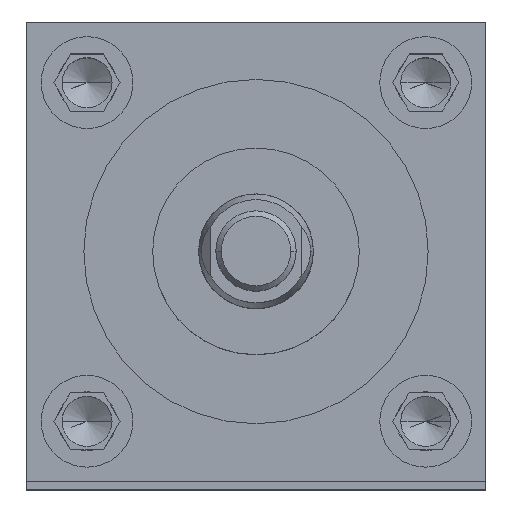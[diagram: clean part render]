
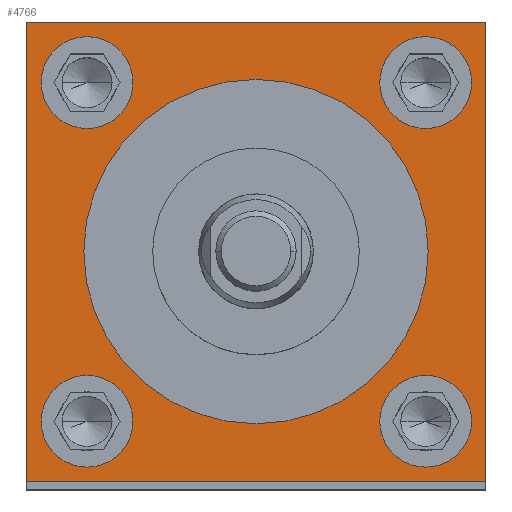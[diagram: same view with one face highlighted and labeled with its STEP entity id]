
A CAD part, top view. The second image highlights one B-rep face of the part: STEP entity #4766.
In plain terms, the highlighted planar face has unit normal (0, 0, 1).
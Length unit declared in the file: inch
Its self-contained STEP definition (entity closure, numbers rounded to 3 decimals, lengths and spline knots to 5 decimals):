
#21 = DIRECTION ( 'NONE',  ( 0., 0., 1. ) ) ;
#33 = ORIENTED_EDGE ( 'NONE', *, *, #1790, .F. ) ;
#116 = DIRECTION ( 'NONE',  ( 0., -1., 0. ) ) ;
#173 = EDGE_CURVE ( 'NONE', #1485, #3079, #3138, .T. ) ;
#175 = FACE_BOUND ( 'NONE', #1331, .T. ) ;
#193 = CARTESIAN_POINT ( 'NONE',  ( -0.92, 0.92, 27.625 ) ) ;
#217 = EDGE_CURVE ( 'NONE', #1752, #4176, #2251, .T. ) ;
#228 = DIRECTION ( 'NONE',  ( 0., 0., -1. ) ) ;
#268 = CIRCLE ( 'NONE', #1461, 0.25 ) ;
#347 = DIRECTION ( 'NONE',  ( 1., 0., 0. ) ) ;
#366 = EDGE_CURVE ( 'NONE', #5523, #2638, #4949, .T. ) ;
#432 = VECTOR ( 'NONE', #2931, 39.37008 ) ;
#536 = CARTESIAN_POINT ( 'NONE',  ( 1.174, 0.92, 27.625 ) ) ;
#628 = AXIS2_PLACEMENT_3D ( 'NONE', #3970, #228, #3529 ) ;
#638 = DIRECTION ( 'NONE',  ( 0., 0., 1. ) ) ;
#648 = CIRCLE ( 'NONE', #1737, 0.25 ) ;
#672 = DIRECTION ( 'NONE',  ( 0., 0., 1. ) ) ;
#692 = ORIENTED_EDGE ( 'NONE', *, *, #217, .F. ) ;
#704 = EDGE_CURVE ( 'NONE', #3079, #3819, #5303, .T. ) ;
#776 = EDGE_LOOP ( 'NONE', ( #1082, #4529, #5196, #1584 ) ) ;
#833 = CARTESIAN_POINT ( 'NONE',  ( 0., 0., 27.625 ) ) ;
#1021 = VECTOR ( 'NONE', #1818, 39.37008 ) ;
#1040 = CARTESIAN_POINT ( 'NONE',  ( -1.25, 1.25, 27.625 ) ) ;
#1041 = CARTESIAN_POINT ( 'NONE',  ( -1.25, 1.25, 27.625 ) ) ;
#1076 = AXIS2_PLACEMENT_3D ( 'NONE', #3065, #4935, #1213 ) ;
#1082 = ORIENTED_EDGE ( 'NONE', *, *, #2935, .T. ) ;
#1086 = FACE_BOUND ( 'NONE', #4533, .T. ) ;
#1119 = VERTEX_POINT ( 'NONE', #536 ) ;
#1170 = CARTESIAN_POINT ( 'NONE',  ( -1.17, 0.92, 27.625 ) ) ;
#1185 = DIRECTION ( 'NONE',  ( 1., 0., 0. ) ) ;
#1213 = DIRECTION ( 'NONE',  ( 1., 0., 0. ) ) ;
#1245 = LINE ( 'NONE', #1306, #1021 ) ;
#1254 = AXIS2_PLACEMENT_3D ( 'NONE', #193, #1580, #4516 ) ;
#1306 = CARTESIAN_POINT ( 'NONE',  ( -1.25, -1.25, 27.625 ) ) ;
#1331 = EDGE_LOOP ( 'NONE', ( #692, #33 ) ) ;
#1389 = CARTESIAN_POINT ( 'NONE',  ( -1.25, -1.25, 27.625 ) ) ;
#1461 = AXIS2_PLACEMENT_3D ( 'NONE', #2030, #672, #3976 ) ;
#1485 = VERTEX_POINT ( 'NONE', #5479 ) ;
#1492 = DIRECTION ( 'NONE',  ( 1., 0., 0. ) ) ;
#1580 = DIRECTION ( 'NONE',  ( 0., 0., 1. ) ) ;
#1584 = ORIENTED_EDGE ( 'NONE', *, *, #704, .T. ) ;
#1669 = CARTESIAN_POINT ( 'NONE',  ( -1.17, -0.924, 27.625 ) ) ;
#1690 = VERTEX_POINT ( 'NONE', #2992 ) ;
#1737 = AXIS2_PLACEMENT_3D ( 'NONE', #5742, #638, #1492 ) ;
#1744 = EDGE_LOOP ( 'NONE', ( #4917, #3718 ) ) ;
#1752 = VERTEX_POINT ( 'NONE', #2586 ) ;
#1754 = DIRECTION ( 'NONE',  ( 0., 0., 1. ) ) ;
#1790 = EDGE_CURVE ( 'NONE', #4176, #1752, #2306, .T. ) ;
#1818 = DIRECTION ( 'NONE',  ( 1., 0., 0. ) ) ;
#1932 = VERTEX_POINT ( 'NONE', #5071 ) ;
#2030 = CARTESIAN_POINT ( 'NONE',  ( 0.924, 0.92, 27.625 ) ) ;
#2057 = FACE_OUTER_BOUND ( 'NONE', #776, .T. ) ;
#2073 = ORIENTED_EDGE ( 'NONE', *, *, #2180, .F. ) ;
#2180 = EDGE_CURVE ( 'NONE', #1932, #1119, #648, .T. ) ;
#2251 = CIRCLE ( 'NONE', #5704, 0.9375 ) ;
#2306 = CIRCLE ( 'NONE', #3705, 0.9375 ) ;
#2390 = CARTESIAN_POINT ( 'NONE',  ( 0.924, -0.924, 27.625 ) ) ;
#2440 = VERTEX_POINT ( 'NONE', #1389 ) ;
#2465 = VECTOR ( 'NONE', #116, 39.37008 ) ;
#2567 = AXIS2_PLACEMENT_3D ( 'NONE', #4415, #21, #4910 ) ;
#2575 = ORIENTED_EDGE ( 'NONE', *, *, #3983, .F. ) ;
#2578 = FACE_BOUND ( 'NONE', #5091, .T. ) ;
#2586 = CARTESIAN_POINT ( 'NONE',  ( 0.9375, 0., 27.625 ) ) ;
#2638 = VERTEX_POINT ( 'NONE', #1170 ) ;
#2701 = EDGE_CURVE ( 'NONE', #2638, #5523, #2821, .T. ) ;
#2725 = DIRECTION ( 'NONE',  ( 0., 0., 1. ) ) ;
#2821 = CIRCLE ( 'NONE', #4029, 0.25 ) ;
#2863 = CARTESIAN_POINT ( 'NONE',  ( 0.674, -0.924, 27.625 ) ) ;
#2899 = CARTESIAN_POINT ( 'NONE',  ( 1.174, -0.924, 27.625 ) ) ;
#2931 = DIRECTION ( 'NONE',  ( -1., 0., 0. ) ) ;
#2935 = EDGE_CURVE ( 'NONE', #3819, #2440, #4382, .T. ) ;
#2967 = EDGE_CURVE ( 'NONE', #3897, #2988, #5836, .T. ) ;
#2988 = VERTEX_POINT ( 'NONE', #2899 ) ;
#2992 = CARTESIAN_POINT ( 'NONE',  ( -0.67, -0.924, 27.625 ) ) ;
#3065 = CARTESIAN_POINT ( 'NONE',  ( -0.92, -0.924, 27.625 ) ) ;
#3079 = VERTEX_POINT ( 'NONE', #4964 ) ;
#3138 = LINE ( 'NONE', #3668, #3244 ) ;
#3155 = VERTEX_POINT ( 'NONE', #1669 ) ;
#3177 = DIRECTION ( 'NONE',  ( 0., 0., 1. ) ) ;
#3244 = VECTOR ( 'NONE', #4200, 39.37008 ) ;
#3386 = CARTESIAN_POINT ( 'NONE',  ( -1.25, -1.25, 27.625 ) ) ;
#3529 = DIRECTION ( 'NONE',  ( -1., 0., 0. ) ) ;
#3601 = CIRCLE ( 'NONE', #5667, 0.25 ) ;
#3668 = CARTESIAN_POINT ( 'NONE',  ( 1.25, -1.25, 27.625 ) ) ;
#3705 = AXIS2_PLACEMENT_3D ( 'NONE', #5785, #1754, #1185 ) ;
#3718 = ORIENTED_EDGE ( 'NONE', *, *, #2967, .F. ) ;
#3813 = EDGE_LOOP ( 'NONE', ( #2575, #6010 ) ) ;
#3819 = VERTEX_POINT ( 'NONE', #1040 ) ;
#3897 = VERTEX_POINT ( 'NONE', #2863 ) ;
#3969 = ORIENTED_EDGE ( 'NONE', *, *, #2701, .F. ) ;
#3970 = CARTESIAN_POINT ( 'NONE',  ( -1.25, 1.25, 27.625 ) ) ;
#3976 = DIRECTION ( 'NONE',  ( 1., 0., 0. ) ) ;
#3983 = EDGE_CURVE ( 'NONE', #1690, #3155, #5351, .T. ) ;
#4029 = AXIS2_PLACEMENT_3D ( 'NONE', #5458, #5923, #347 ) ;
#4168 = EDGE_CURVE ( 'NONE', #2440, #1485, #1245, .T. ) ;
#4176 = VERTEX_POINT ( 'NONE', #5138 ) ;
#4200 = DIRECTION ( 'NONE',  ( 0., 1., 0. ) ) ;
#4382 = LINE ( 'NONE', #3386, #2465 ) ;
#4415 = CARTESIAN_POINT ( 'NONE',  ( 0.924, -0.924, 27.625 ) ) ;
#4513 = CIRCLE ( 'NONE', #5482, 0.25 ) ;
#4516 = DIRECTION ( 'NONE',  ( 1., 0., 0. ) ) ;
#4529 = ORIENTED_EDGE ( 'NONE', *, *, #4168, .T. ) ;
#4533 = EDGE_LOOP ( 'NONE', ( #5259, #3969 ) ) ;
#4612 = EDGE_CURVE ( 'NONE', #2988, #3897, #3601, .T. ) ;
#4766 = ADVANCED_FACE ( 'NONE', ( #5350, #2578, #4974, #1086, #175, #2057 ), #5440, .F. ) ;
#4910 = DIRECTION ( 'NONE',  ( 1., 0., 0. ) ) ;
#4917 = ORIENTED_EDGE ( 'NONE', *, *, #4612, .F. ) ;
#4935 = DIRECTION ( 'NONE',  ( 0., 0., 1. ) ) ;
#4949 = CIRCLE ( 'NONE', #1254, 0.25 ) ;
#4964 = CARTESIAN_POINT ( 'NONE',  ( 1.25, 1.25, 27.625 ) ) ;
#4974 = FACE_BOUND ( 'NONE', #3813, .T. ) ;
#5071 = CARTESIAN_POINT ( 'NONE',  ( 0.674, 0.92, 27.625 ) ) ;
#5091 = EDGE_LOOP ( 'NONE', ( #5505, #2073 ) ) ;
#5116 = DIRECTION ( 'NONE',  ( 1., 0., 0. ) ) ;
#5138 = CARTESIAN_POINT ( 'NONE',  ( -0.9375, 0., 27.625 ) ) ;
#5161 = EDGE_CURVE ( 'NONE', #3155, #1690, #4513, .T. ) ;
#5176 = CARTESIAN_POINT ( 'NONE',  ( -0.92, -0.924, 27.625 ) ) ;
#5196 = ORIENTED_EDGE ( 'NONE', *, *, #173, .T. ) ;
#5259 = ORIENTED_EDGE ( 'NONE', *, *, #366, .F. ) ;
#5303 = LINE ( 'NONE', #1041, #432 ) ;
#5350 = FACE_BOUND ( 'NONE', #1744, .T. ) ;
#5351 = CIRCLE ( 'NONE', #1076, 0.25 ) ;
#5440 = PLANE ( 'NONE',  #628 ) ;
#5458 = CARTESIAN_POINT ( 'NONE',  ( -0.92, 0.92, 27.625 ) ) ;
#5479 = CARTESIAN_POINT ( 'NONE',  ( 1.25, -1.25, 27.625 ) ) ;
#5482 = AXIS2_PLACEMENT_3D ( 'NONE', #5176, #3177, #5668 ) ;
#5505 = ORIENTED_EDGE ( 'NONE', *, *, #5937, .F. ) ;
#5523 = VERTEX_POINT ( 'NONE', #5752 ) ;
#5623 = DIRECTION ( 'NONE',  ( 1., 0., 0. ) ) ;
#5667 = AXIS2_PLACEMENT_3D ( 'NONE', #2390, #6109, #5623 ) ;
#5668 = DIRECTION ( 'NONE',  ( 1., 0., 0. ) ) ;
#5704 = AXIS2_PLACEMENT_3D ( 'NONE', #833, #2725, #5116 ) ;
#5742 = CARTESIAN_POINT ( 'NONE',  ( 0.924, 0.92, 27.625 ) ) ;
#5752 = CARTESIAN_POINT ( 'NONE',  ( -0.67, 0.92, 27.625 ) ) ;
#5785 = CARTESIAN_POINT ( 'NONE',  ( 0., 0., 27.625 ) ) ;
#5836 = CIRCLE ( 'NONE', #2567, 0.25 ) ;
#5923 = DIRECTION ( 'NONE',  ( 0., 0., 1. ) ) ;
#5937 = EDGE_CURVE ( 'NONE', #1119, #1932, #268, .T. ) ;
#6010 = ORIENTED_EDGE ( 'NONE', *, *, #5161, .F. ) ;
#6109 = DIRECTION ( 'NONE',  ( 0., 0., 1. ) ) ;
